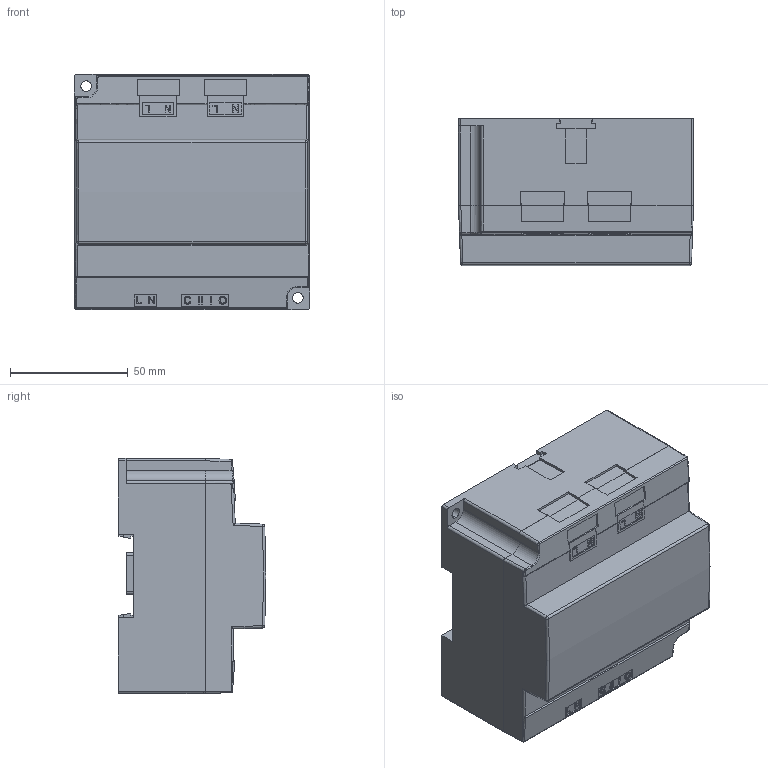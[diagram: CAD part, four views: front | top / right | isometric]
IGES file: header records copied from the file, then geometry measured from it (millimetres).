
Start section:  PTC IGES file: dual_power_supply_sw0002.igs
Global section: file name: dual_power_supply_sw0002.igs; native system: Creo Parametric by Parametric Technology Corporation; preprocessor: 2014430; author: fijaleh7; organization: Unknown; date: 20160509.164543; units: millimetre
Bounding box: 100 x 62.71 x 100 mm (x, y, z)
Volume: 507129.9 mm3; surface area: 50787.1 mm2
Topology: 1 solids, 1 shells, 909 faces, 2424 edges, 1548 vertices
Faces by surface type: bspline 573, revolution 318, extrusion 18
